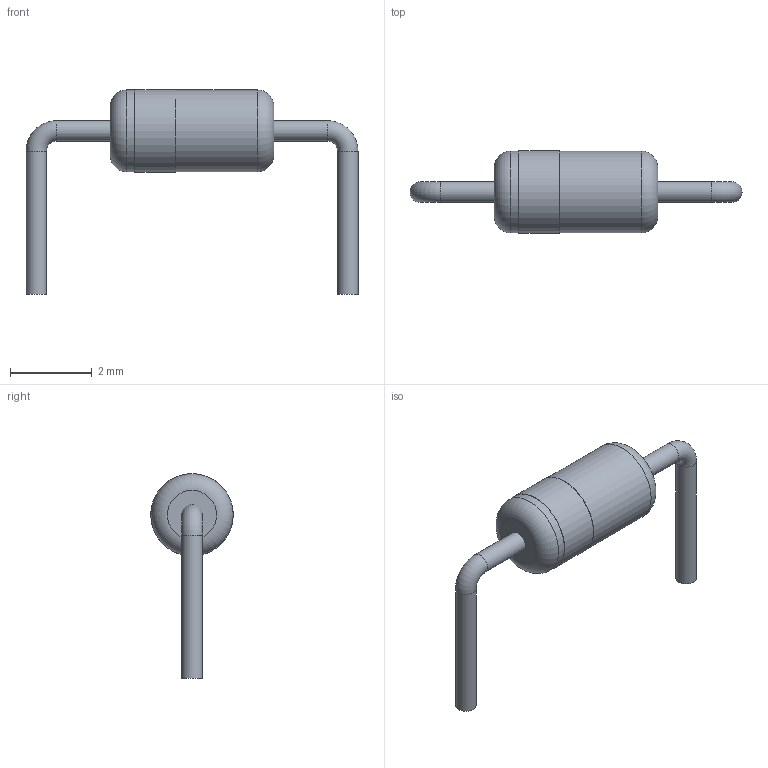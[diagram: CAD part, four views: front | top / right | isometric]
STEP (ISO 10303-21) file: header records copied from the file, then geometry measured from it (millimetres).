
FILE_DESCRIPTION(/* description */ (''),/* implementation_level */ '2;1');
FILE_NAME(/* name */ '1N4148.step',/* time_stamp */ '2020-12-04T21:22:00-05:00',/* author */ (''),/* organization */ (''),/* preprocessor_version */ 'ST-DEVELOPER v18.1',/* originating_system */ 'Autodesk Translation Framework v9.3.0.1241',/* authorisation */ '');
FILE_SCHEMA (('AUTOMOTIVE_DESIGN { 1 0 10303 214 3 1 1 }'));
Length unit declared in the file: millimetre
Products named in the file (1): D_DO-35_SOD27_P7.62mm_Horizontal
Bounding box: 8.12 x 2.02 x 5.01 mm (x, y, z)
Volume: 14.4 mm3; surface area: 59.5 mm2
Topology: 2 solids, 2 shells, 17 faces, 31 edges, 20 vertices
Faces by surface type: cylinder 7, plane 6, torus 4
Full cylindrical faces by diameter (mm): 0.5 x4, 2 x2, 2.02 x1
Entity records: 491 total; most frequent: DIRECTION 91, CARTESIAN_POINT 69, ORIENTED_EDGE 62, AXIS2_PLACEMENT_3D 42, EDGE_CURVE 31, CIRCLE 24, EDGE_LOOP 21, VERTEX_POINT 20
